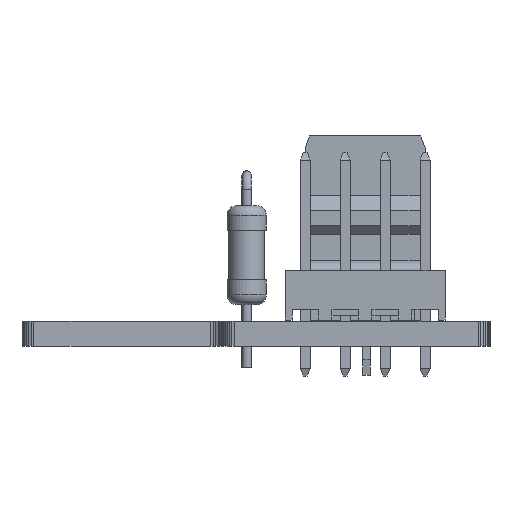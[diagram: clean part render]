
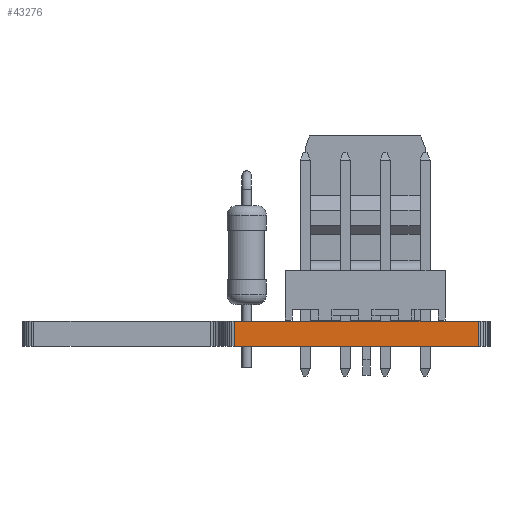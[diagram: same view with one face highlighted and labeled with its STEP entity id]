
A CAD part, front view. The second image highlights one B-rep face of the part: STEP entity #43276.
In plain terms, the highlighted planar face has unit normal (0, -1, 0).
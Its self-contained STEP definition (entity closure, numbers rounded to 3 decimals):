
#23157 = PLANE('',#23158);
#23158 = AXIS2_PLACEMENT_3D('',#23159,#23160,#23161);
#23159 = CARTESIAN_POINT('',(142.762,-106.986,1.6));
#23160 = DIRECTION('',(-0.,-0.,-1.));
#23161 = DIRECTION('',(-1.,0.,0.));
#23211 = PLANE('',#23212);
#23212 = AXIS2_PLACEMENT_3D('',#23213,#23214,#23215);
#23213 = CARTESIAN_POINT('',(142.762,-106.986,0.));
#23214 = DIRECTION('',(-0.,-0.,-1.));
#23215 = DIRECTION('',(-1.,0.,0.));
#23684 = VERTEX_POINT('',#23685);
#23685 = CARTESIAN_POINT('',(160.386,-140.092,0.));
#23699 = PLANE('',#23700);
#23700 = AXIS2_PLACEMENT_3D('',#23701,#23702,#23703);
#23701 = CARTESIAN_POINT('',(160.553,-140.073,0.));
#23702 = DIRECTION('',(0.112,-0.994,0.));
#23703 = DIRECTION('',(-0.994,-0.112,0.));
#23711 = EDGE_CURVE('',#23684,#23712,#23714,.T.);
#23712 = VERTEX_POINT('',#23713);
#23713 = CARTESIAN_POINT('',(144.886,-140.092,0.));
#23714 = SURFACE_CURVE('',#23715,(#23719,#23726),.PCURVE_S1.);
#23715 = LINE('',#23716,#23717);
#23716 = CARTESIAN_POINT('',(160.386,-140.092,0.));
#23717 = VECTOR('',#23718,1.);
#23718 = DIRECTION('',(-1.,0.,0.));
#23719 = PCURVE('',#23211,#23720);
#23720 = DEFINITIONAL_REPRESENTATION('',(#23721),#23725);
#23721 = LINE('',#23722,#23723);
#23722 = CARTESIAN_POINT('',(-17.624,-33.106));
#23723 = VECTOR('',#23724,1.);
#23724 = DIRECTION('',(1.,0.));
#23725 = ( GEOMETRIC_REPRESENTATION_CONTEXT(2) 
PARAMETRIC_REPRESENTATION_CONTEXT() REPRESENTATION_CONTEXT('2D SPACE',''
  ) );
#23726 = PCURVE('',#23727,#23732);
#23727 = PLANE('',#23728);
#23728 = AXIS2_PLACEMENT_3D('',#23729,#23730,#23731);
#23729 = CARTESIAN_POINT('',(160.386,-140.092,0.));
#23730 = DIRECTION('',(0.,-1.,0.));
#23731 = DIRECTION('',(-1.,0.,0.));
#23732 = DEFINITIONAL_REPRESENTATION('',(#23733),#23737);
#23733 = LINE('',#23734,#23735);
#23734 = CARTESIAN_POINT('',(0.,-0.));
#23735 = VECTOR('',#23736,1.);
#23736 = DIRECTION('',(1.,0.));
#23737 = ( GEOMETRIC_REPRESENTATION_CONTEXT(2) 
PARAMETRIC_REPRESENTATION_CONTEXT() REPRESENTATION_CONTEXT('2D SPACE',''
  ) );
#23755 = PLANE('',#23756);
#23756 = AXIS2_PLACEMENT_3D('',#23757,#23758,#23759);
#23757 = CARTESIAN_POINT('',(144.886,-140.092,0.));
#23758 = DIRECTION('',(-0.112,-0.994,0.));
#23759 = DIRECTION('',(-0.994,0.112,0.));
#34170 = VERTEX_POINT('',#34171);
#34171 = CARTESIAN_POINT('',(160.386,-140.092,1.6));
#34192 = EDGE_CURVE('',#34170,#34193,#34195,.T.);
#34193 = VERTEX_POINT('',#34194);
#34194 = CARTESIAN_POINT('',(144.886,-140.092,1.6));
#34195 = SURFACE_CURVE('',#34196,(#34200,#34207),.PCURVE_S1.);
#34196 = LINE('',#34197,#34198);
#34197 = CARTESIAN_POINT('',(160.386,-140.092,1.6));
#34198 = VECTOR('',#34199,1.);
#34199 = DIRECTION('',(-1.,0.,0.));
#34200 = PCURVE('',#23157,#34201);
#34201 = DEFINITIONAL_REPRESENTATION('',(#34202),#34206);
#34202 = LINE('',#34203,#34204);
#34203 = CARTESIAN_POINT('',(-17.624,-33.106));
#34204 = VECTOR('',#34205,1.);
#34205 = DIRECTION('',(1.,0.));
#34206 = ( GEOMETRIC_REPRESENTATION_CONTEXT(2) 
PARAMETRIC_REPRESENTATION_CONTEXT() REPRESENTATION_CONTEXT('2D SPACE',''
  ) );
#34207 = PCURVE('',#23727,#34208);
#34208 = DEFINITIONAL_REPRESENTATION('',(#34209),#34213);
#34209 = LINE('',#34210,#34211);
#34210 = CARTESIAN_POINT('',(0.,-1.6));
#34211 = VECTOR('',#34212,1.);
#34212 = DIRECTION('',(1.,0.));
#34213 = ( GEOMETRIC_REPRESENTATION_CONTEXT(2) 
PARAMETRIC_REPRESENTATION_CONTEXT() REPRESENTATION_CONTEXT('2D SPACE',''
  ) );
#43228 = EDGE_CURVE('',#23684,#34170,#43229,.T.);
#43229 = SURFACE_CURVE('',#43230,(#43234,#43241),.PCURVE_S1.);
#43230 = LINE('',#43231,#43232);
#43231 = CARTESIAN_POINT('',(160.386,-140.092,0.));
#43232 = VECTOR('',#43233,1.);
#43233 = DIRECTION('',(0.,0.,1.));
#43234 = PCURVE('',#23699,#43235);
#43235 = DEFINITIONAL_REPRESENTATION('',(#43236),#43240);
#43236 = LINE('',#43237,#43238);
#43237 = CARTESIAN_POINT('',(0.168,0.));
#43238 = VECTOR('',#43239,1.);
#43239 = DIRECTION('',(0.,-1.));
#43240 = ( GEOMETRIC_REPRESENTATION_CONTEXT(2) 
PARAMETRIC_REPRESENTATION_CONTEXT() REPRESENTATION_CONTEXT('2D SPACE',''
  ) );
#43241 = PCURVE('',#23727,#43242);
#43242 = DEFINITIONAL_REPRESENTATION('',(#43243),#43247);
#43243 = LINE('',#43244,#43245);
#43244 = CARTESIAN_POINT('',(0.,-0.));
#43245 = VECTOR('',#43246,1.);
#43246 = DIRECTION('',(0.,-1.));
#43247 = ( GEOMETRIC_REPRESENTATION_CONTEXT(2) 
PARAMETRIC_REPRESENTATION_CONTEXT() REPRESENTATION_CONTEXT('2D SPACE',''
  ) );
#43276 = ADVANCED_FACE('',(#43277),#23727,.T.);
#43277 = FACE_BOUND('',#43278,.T.);
#43278 = EDGE_LOOP('',(#43279,#43280,#43281,#43302));
#43279 = ORIENTED_EDGE('',*,*,#43228,.T.);
#43280 = ORIENTED_EDGE('',*,*,#34192,.T.);
#43281 = ORIENTED_EDGE('',*,*,#43282,.F.);
#43282 = EDGE_CURVE('',#23712,#34193,#43283,.T.);
#43283 = SURFACE_CURVE('',#43284,(#43288,#43295),.PCURVE_S1.);
#43284 = LINE('',#43285,#43286);
#43285 = CARTESIAN_POINT('',(144.886,-140.092,0.));
#43286 = VECTOR('',#43287,1.);
#43287 = DIRECTION('',(0.,0.,1.));
#43288 = PCURVE('',#23727,#43289);
#43289 = DEFINITIONAL_REPRESENTATION('',(#43290),#43294);
#43290 = LINE('',#43291,#43292);
#43291 = CARTESIAN_POINT('',(15.5,0.));
#43292 = VECTOR('',#43293,1.);
#43293 = DIRECTION('',(0.,-1.));
#43294 = ( GEOMETRIC_REPRESENTATION_CONTEXT(2) 
PARAMETRIC_REPRESENTATION_CONTEXT() REPRESENTATION_CONTEXT('2D SPACE',''
  ) );
#43295 = PCURVE('',#23755,#43296);
#43296 = DEFINITIONAL_REPRESENTATION('',(#43297),#43301);
#43297 = LINE('',#43298,#43299);
#43298 = CARTESIAN_POINT('',(0.,0.));
#43299 = VECTOR('',#43300,1.);
#43300 = DIRECTION('',(0.,-1.));
#43301 = ( GEOMETRIC_REPRESENTATION_CONTEXT(2) 
PARAMETRIC_REPRESENTATION_CONTEXT() REPRESENTATION_CONTEXT('2D SPACE',''
  ) );
#43302 = ORIENTED_EDGE('',*,*,#23711,.F.);
